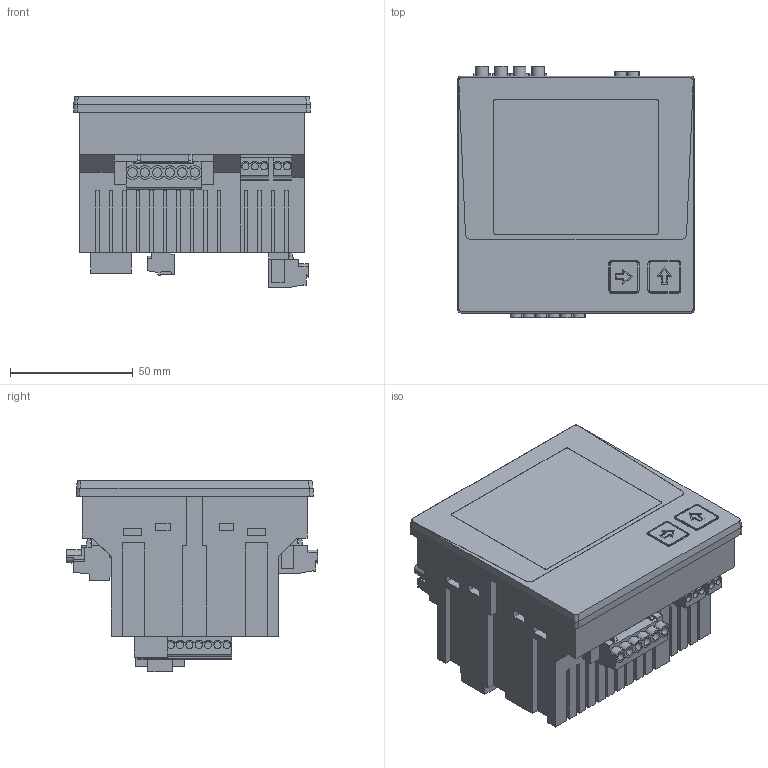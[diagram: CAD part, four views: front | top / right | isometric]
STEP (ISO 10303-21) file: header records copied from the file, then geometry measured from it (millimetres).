
FILE_DESCRIPTION(('CATIA V5R24 STEP','CAx-IF Rec.Pracs.--- Model Styling and Organization---1.2---2011-12-15'),'2;1');
FILE_NAME ('12949302_2', '2018-05-04T12:26:39+00:00', ('Weidmueller Interface'), ('Weidmueller'), 'CATIA Version 5-6 Release 2014 SP4', 'CATIA V5 STEP AP214', 'none');
FILE_SCHEMA(('AUTOMOTIVE_DESIGN { 1 0 10303 214 1 1 1 1 }'));
Products named in the file (1): 2540900000
Bounding box: 96.5 x 102.39 x 78.2 mm (x, y, z)
Volume: 461044.4 mm3; surface area: 83593.8 mm2
Topology: 45 solids, 45 shells, 2316 faces, 6568 edges, 4490 vertices
Faces by surface type: plane 1866, cylinder 349, cone 60, extrusion 29, bspline 12
Entity records: 74623 total; most frequent: CARTESIAN_POINT 15480, ORIENTED_EDGE 13136, DIRECTION 9267, EDGE_CURVE 6568, VECTOR 5345, LINE 5316, VERTEX_POINT 4490, EDGE_LOOP 2474
